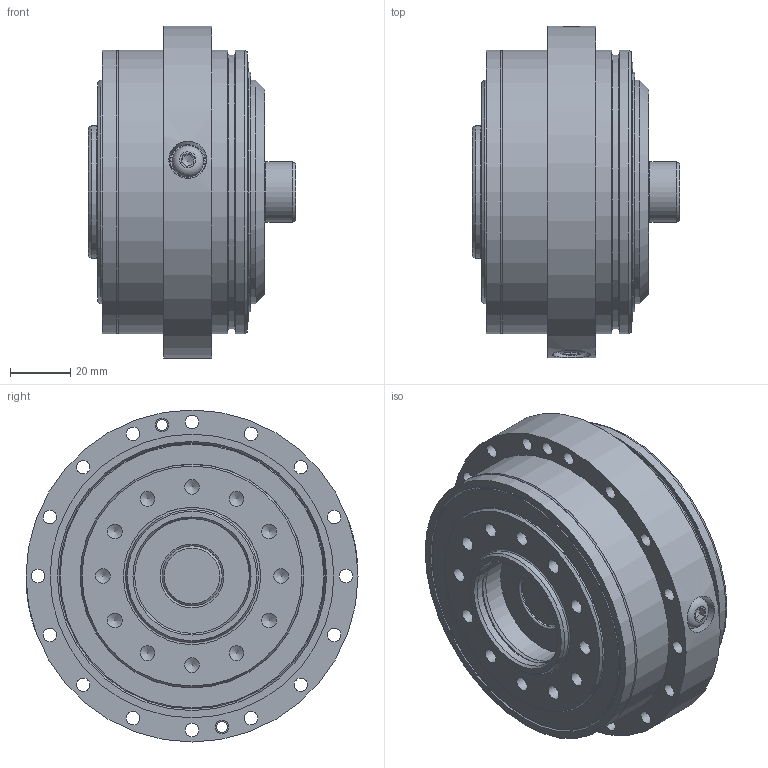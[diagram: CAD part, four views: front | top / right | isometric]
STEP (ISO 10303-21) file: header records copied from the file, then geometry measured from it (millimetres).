
FILE_DESCRIPTION(/* description */ (''),/* implementation_level */ '2;1');
FILE_NAME(/* name */ 'X05989G_01.stp',/* time_stamp */ '2023-03-07T08:55:03+09:00',/* author */ ('NGY13NT04'),/* organization */ (''),/* preprocessor_version */ 'ST-DEVELOPER v18.1',/* originating_system */ 'Autodesk Inventor 2021',/* authorisation */ '');
FILE_SCHEMA (('AUTOMOTIVE_DESIGN { 1 0 10303 214 3 1 1 }'));
Length unit declared in the file: millimetre
Products named in the file (1): X05989G_01
Bounding box: 68.6 x 110 x 110 mm (x, y, z)
Volume: 380214.1 mm3; surface area: 55912.7 mm2
Topology: 9 solids, 9 shells, 275 faces, 615 edges, 400 vertices
Faces by surface type: plane 111, cylinder 90, cone 50, torus 24
Full cylindrical faces by diameter (mm): 3.688 x2, 4.5 x18, 4.917 x14, 5 x6, 5.5 x6, 6 x2, 6.2 x2, 8.5 x6, 9.5 x6, 10.5 x3, 11.5 x2, 12.5 x2, 15.4 x1, 19.92 x1, 20 x3, 38 x3, 44 x1, 74 x2, 79.4 x1, 87 x1, 88 x1, 90.7 x1, 94 x4, 110 x1
Entity records: 7997 total; most frequent: CARTESIAN_POINT 1462, DIRECTION 1355, ORIENTED_EDGE 1172, EDGE_CURVE 586, AXIS2_PLACEMENT_3D 555, VERTEX_POINT 400, EDGE_LOOP 382, STYLED_ITEM 284
